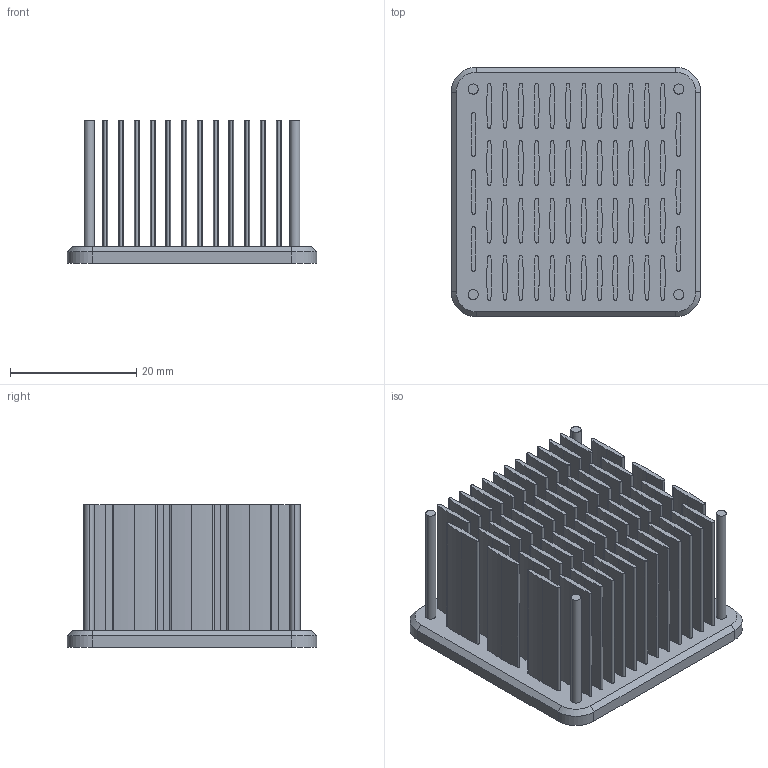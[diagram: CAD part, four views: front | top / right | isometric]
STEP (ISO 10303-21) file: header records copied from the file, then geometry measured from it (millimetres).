
FILE_DESCRIPTION(('FreeCAD Model'),'2;1');
FILE_NAME('Open CASCADE Shape Model','2023-12-15T13:19:23',(''),(''), 'Open CASCADE STEP processor 7.6','FreeCAD','Unknown');
FILE_SCHEMA(('AUTOMOTIVE_DESIGN { 1 0 10303 214 1 1 1 1 }'));
Length unit declared in the file: millimetre
Products named in the file (1): _10_40_1_23_X_B_0
Bounding box: 39.6 x 39.6 x 22.6 mm (x, y, z)
Volume: 9362.3 mm3; surface area: 19805.2 mm2
Topology: 1 solids, 1 shells, 354 faces, 874 edges, 580 vertices
Faces by surface type: cylinder 282, plane 68, cone 4
Entity records: 23542 total; most frequent: CARTESIAN_POINT 6269, DIRECTION 3448, ORIENTED_EDGE 1748, PCURVE 1748, DEFINITIONAL_REPRESENTATION 1748, LINE 1490, VECTOR 1490, AXIS2_PLACEMENT_3D 923
